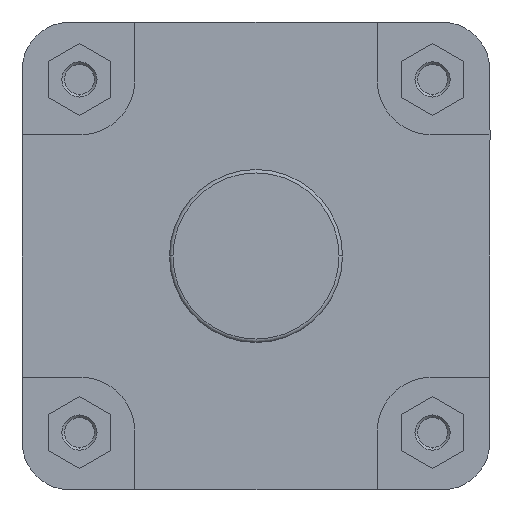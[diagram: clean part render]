
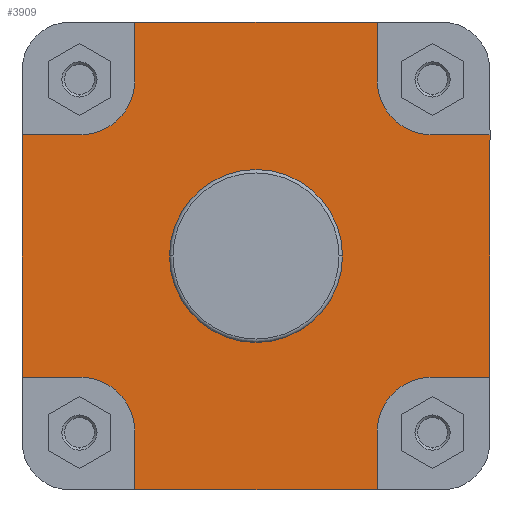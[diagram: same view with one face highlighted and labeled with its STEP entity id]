
A CAD part, left-side view. The second image highlights one B-rep face of the part: STEP entity #3909.
In plain terms, the highlighted planar face has unit normal (-1, 0, 0).
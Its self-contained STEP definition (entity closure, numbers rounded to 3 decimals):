
#253 = EDGE_CURVE ( 'NONE', #6618, #6659, #2197, .T. ) ;
#270 = EDGE_CURVE ( 'NONE', #6614, #6668, #2226, .T. ) ;
#271 = EDGE_CURVE ( 'NONE', #6589, #6651, #2228, .T. ) ;
#273 = EDGE_CURVE ( 'NONE', #6522, #6614, #2220, .T. ) ;
#310 = EDGE_CURVE ( 'NONE', #6510, #6671, #2294, .T. ) ;
#320 = EDGE_CURVE ( 'NONE', #6659, #6510, #2308, .T. ) ;
#322 = EDGE_CURVE ( 'NONE', #6628, #6618, #2317, .T. ) ;
#323 = EDGE_CURVE ( 'NONE', #6522, #6584, #2319, .T. ) ;
#334 = EDGE_CURVE ( 'NONE', #6628, #6513, #2337, .T. ) ;
#341 = EDGE_CURVE ( 'NONE', #6651, #6589, #2352, .T. ) ;
#351 = EDGE_CURVE ( 'NONE', #6679, #6512, #2362, .T. ) ;
#353 = EDGE_CURVE ( 'NONE', #6512, #6663, #2368, .T. ) ;
#355 = EDGE_CURVE ( 'NONE', #6626, #6584, #2372, .T. ) ;
#379 = EDGE_CURVE ( 'NONE', #6671, #6579, #2413, .T. ) ;
#383 = EDGE_CURVE ( 'NONE', #6579, #6558, #2422, .T. ) ;
#390 = EDGE_CURVE ( 'NONE', #6558, #6679, #2427, .T. ) ;
#403 = EDGE_CURVE ( 'NONE', #6668, #6513, #2441, .T. ) ;
#409 = EDGE_CURVE ( 'NONE', #6663, #6626, #2458, .T. ) ;
#704 = AXIS2_PLACEMENT_3D ( 'NONE', #3062, #3063, #3064 ) ;
#705 = AXIS2_PLACEMENT_3D ( 'NONE', #3102, #3103, #3104 ) ;
#708 = AXIS2_PLACEMENT_3D ( 'NONE', #3099, #3100, #3101 ) ;
#721 = AXIS2_PLACEMENT_3D ( 'NONE', #3248, #3258, #3259 ) ;
#738 = AXIS2_PLACEMENT_3D ( 'NONE', #3342, #3357, #3358 ) ;
#754 = AXIS2_PLACEMENT_3D ( 'NONE', #3420, #3422, #3423 ) ;
#900 = AXIS2_PLACEMENT_3D ( 'NONE', #5253, #5255, #5256 ) ;
#1656 = EDGE_LOOP ( 'NONE', ( #2679, #2703 ) ) ;
#1660 = EDGE_LOOP ( 'NONE', ( #2655, #2656, #2652, #2666, #2691, #2683, #2684, #2657, #2692, #2693, #2712, #2704, #2685, #2664, #2665, #2674 ) ) ;
#2197 = CIRCLE ( 'NONE', #704, 31. ) ;
#2220 = LINE ( 'NONE', #3105, #2229 ) ;
#2226 = CIRCLE ( 'NONE', #708, 31. ) ;
#2228 = CIRCLE ( 'NONE', #705, 49.9 ) ;
#2229 = VECTOR ( 'NONE', #3109, 1000. ) ;
#2294 = LINE ( 'NONE', #3191, #2295 ) ;
#2295 = VECTOR ( 'NONE', #3192, 1000. ) ;
#2308 = LINE ( 'NONE', #3210, #2313 ) ;
#2313 = VECTOR ( 'NONE', #3213, 1000. ) ;
#2317 = LINE ( 'NONE', #3216, #2318 ) ;
#2318 = VECTOR ( 'NONE', #3217, 1000. ) ;
#2319 = LINE ( 'NONE', #3218, #2320 ) ;
#2320 = VECTOR ( 'NONE', #3219, 1000. ) ;
#2337 = LINE ( 'NONE', #3244, #2338 ) ;
#2338 = VECTOR ( 'NONE', #3245, 1000. ) ;
#2352 = CIRCLE ( 'NONE', #721, 49.9 ) ;
#2358 = VECTOR ( 'NONE', #3284, 1000. ) ;
#2362 = LINE ( 'NONE', #3283, #2358 ) ;
#2366 = VECTOR ( 'NONE', #3288, 1000. ) ;
#2368 = LINE ( 'NONE', #3280, #2366 ) ;
#2372 = LINE ( 'NONE', #3291, #2373 ) ;
#2373 = VECTOR ( 'NONE', #3292, 1000. ) ;
#2413 = LINE ( 'NONE', #3348, #2414 ) ;
#2414 = VECTOR ( 'NONE', #3349, 1000. ) ;
#2422 = CIRCLE ( 'NONE', #738, 31. ) ;
#2427 = LINE ( 'NONE', #3375, #2428 ) ;
#2428 = VECTOR ( 'NONE', #3376, 1000. ) ;
#2441 = LINE ( 'NONE', #3409, #2446 ) ;
#2446 = VECTOR ( 'NONE', #3410, 1000. ) ;
#2458 = CIRCLE ( 'NONE', #754, 31. ) ;
#2652 = ORIENTED_EDGE ( 'NONE', *, *, #334, .T. ) ;
#2655 = ORIENTED_EDGE ( 'NONE', *, *, #253, .F. ) ;
#2656 = ORIENTED_EDGE ( 'NONE', *, *, #322, .F. ) ;
#2657 = ORIENTED_EDGE ( 'NONE', *, *, #355, .F. ) ;
#2664 = ORIENTED_EDGE ( 'NONE', *, *, #379, .F. ) ;
#2665 = ORIENTED_EDGE ( 'NONE', *, *, #310, .F. ) ;
#2666 = ORIENTED_EDGE ( 'NONE', *, *, #403, .F. ) ;
#2674 = ORIENTED_EDGE ( 'NONE', *, *, #320, .F. ) ;
#2679 = ORIENTED_EDGE ( 'NONE', *, *, #341, .F. ) ;
#2683 = ORIENTED_EDGE ( 'NONE', *, *, #273, .F. ) ;
#2684 = ORIENTED_EDGE ( 'NONE', *, *, #323, .T. ) ;
#2685 = ORIENTED_EDGE ( 'NONE', *, *, #383, .F. ) ;
#2691 = ORIENTED_EDGE ( 'NONE', *, *, #270, .F. ) ;
#2692 = ORIENTED_EDGE ( 'NONE', *, *, #409, .F. ) ;
#2693 = ORIENTED_EDGE ( 'NONE', *, *, #353, .F. ) ;
#2703 = ORIENTED_EDGE ( 'NONE', *, *, #271, .F. ) ;
#2704 = ORIENTED_EDGE ( 'NONE', *, *, #390, .F. ) ;
#2712 = ORIENTED_EDGE ( 'NONE', *, *, #351, .F. ) ;
#3062 = CARTESIAN_POINT ( 'NONE',  ( 14., 101., -101. ) ) ;
#3063 = DIRECTION ( 'NONE',  ( -1., 0., 0. ) ) ;
#3064 = DIRECTION ( 'NONE',  ( 0., 1., 0. ) ) ;
#3099 = CARTESIAN_POINT ( 'NONE',  ( 14., -101., -101. ) ) ;
#3100 = DIRECTION ( 'NONE',  ( -1., 0., 0. ) ) ;
#3101 = DIRECTION ( 'NONE',  ( 0., 0., -1. ) ) ;
#3102 = CARTESIAN_POINT ( 'NONE',  ( 14., 0., 0. ) ) ;
#3103 = DIRECTION ( 'NONE',  ( -1., 0., 0. ) ) ;
#3104 = DIRECTION ( 'NONE',  ( 0., -1., 0. ) ) ;
#3105 = CARTESIAN_POINT ( 'NONE',  ( 14., -135., -70. ) ) ;
#3109 = DIRECTION ( 'NONE',  ( 0., 1., 0. ) ) ;
#3191 = CARTESIAN_POINT ( 'NONE',  ( 14., 135., 0. ) ) ;
#3192 = DIRECTION ( 'NONE',  ( 0., 0., 1. ) ) ;
#3210 = CARTESIAN_POINT ( 'NONE',  ( 14., 101., -70. ) ) ;
#3213 = DIRECTION ( 'NONE',  ( 0., 1., 0. ) ) ;
#3216 = CARTESIAN_POINT ( 'NONE',  ( 14., 70., -135. ) ) ;
#3217 = DIRECTION ( 'NONE',  ( 0., 0., 1. ) ) ;
#3218 = CARTESIAN_POINT ( 'NONE',  ( 14., -135., 0. ) ) ;
#3219 = DIRECTION ( 'NONE',  ( 0., 0., 1. ) ) ;
#3244 = CARTESIAN_POINT ( 'NONE',  ( 14., -297.141, -135. ) ) ;
#3245 = DIRECTION ( 'NONE',  ( 0., -1., 0. ) ) ;
#3248 = CARTESIAN_POINT ( 'NONE',  ( 14., 0., 0. ) ) ;
#3258 = DIRECTION ( 'NONE',  ( -1., 0., 0. ) ) ;
#3259 = DIRECTION ( 'NONE',  ( 0., -1., 0. ) ) ;
#3280 = CARTESIAN_POINT ( 'NONE',  ( 14., -70., 135. ) ) ;
#3283 = CARTESIAN_POINT ( 'NONE',  ( 14., -297.141, 135. ) ) ;
#3284 = DIRECTION ( 'NONE',  ( 0., -1., 0. ) ) ;
#3288 = DIRECTION ( 'NONE',  ( 0., 0., -1. ) ) ;
#3291 = CARTESIAN_POINT ( 'NONE',  ( 14., -101., 70. ) ) ;
#3292 = DIRECTION ( 'NONE',  ( 0., -1., 0. ) ) ;
#3342 = CARTESIAN_POINT ( 'NONE',  ( 14., 101., 101. ) ) ;
#3348 = CARTESIAN_POINT ( 'NONE',  ( 14., 135., 70. ) ) ;
#3349 = DIRECTION ( 'NONE',  ( 0., -1., 0. ) ) ;
#3357 = DIRECTION ( 'NONE',  ( -1., 0., 0. ) ) ;
#3358 = DIRECTION ( 'NONE',  ( 0., 0., 1. ) ) ;
#3375 = CARTESIAN_POINT ( 'NONE',  ( 14., 70., 101. ) ) ;
#3376 = DIRECTION ( 'NONE',  ( 0., 0., 1. ) ) ;
#3409 = CARTESIAN_POINT ( 'NONE',  ( 14., -70., -101. ) ) ;
#3410 = DIRECTION ( 'NONE',  ( 0., 0., -1. ) ) ;
#3420 = CARTESIAN_POINT ( 'NONE',  ( 14., -101., 101. ) ) ;
#3422 = DIRECTION ( 'NONE',  ( -1., 0., 0. ) ) ;
#3423 = DIRECTION ( 'NONE',  ( 0., -1., 0. ) ) ;
#3909 = ADVANCED_FACE ( 'NONE', ( #4503, #4506 ), #5254, .F. ) ;
#4503 = FACE_BOUND ( 'NONE', #1656, .T. ) ;
#4506 = FACE_OUTER_BOUND ( 'NONE', #1660, .T. ) ;
#5253 = CARTESIAN_POINT ( 'NONE',  ( 14., 49.9, 0. ) ) ;
#5254 = PLANE ( 'NONE',  #900 ) ;
#5255 = DIRECTION ( 'NONE',  ( 1., 0., 0. ) ) ;
#5256 = DIRECTION ( 'NONE',  ( 0., 1., 0. ) ) ;
#6043 = CARTESIAN_POINT ( 'NONE',  ( 14., 135., -70. ) ) ;
#6045 = CARTESIAN_POINT ( 'NONE',  ( 14., -70., 135. ) ) ;
#6046 = CARTESIAN_POINT ( 'NONE',  ( 14., -70., -135. ) ) ;
#6055 = CARTESIAN_POINT ( 'NONE',  ( 14., -135., -70. ) ) ;
#6091 = CARTESIAN_POINT ( 'NONE',  ( 14., 70., 101. ) ) ;
#6112 = CARTESIAN_POINT ( 'NONE',  ( 14., 101., 70. ) ) ;
#6117 = CARTESIAN_POINT ( 'NONE',  ( 14., -135., 70. ) ) ;
#6122 = CARTESIAN_POINT ( 'NONE',  ( 14., 49.9, 0. ) ) ;
#6147 = CARTESIAN_POINT ( 'NONE',  ( 14., -101., -70. ) ) ;
#6151 = CARTESIAN_POINT ( 'NONE',  ( 14., 70., -101. ) ) ;
#6159 = CARTESIAN_POINT ( 'NONE',  ( 14., -101., 70. ) ) ;
#6161 = CARTESIAN_POINT ( 'NONE',  ( 14., 70., -135. ) ) ;
#6184 = CARTESIAN_POINT ( 'NONE',  ( 14., -49.9, 0. ) ) ;
#6192 = CARTESIAN_POINT ( 'NONE',  ( 14., 101., -70. ) ) ;
#6196 = CARTESIAN_POINT ( 'NONE',  ( 14., -70., 101. ) ) ;
#6201 = CARTESIAN_POINT ( 'NONE',  ( 14., -70., -101. ) ) ;
#6204 = CARTESIAN_POINT ( 'NONE',  ( 14., 135., 70. ) ) ;
#6212 = CARTESIAN_POINT ( 'NONE',  ( 14., 70., 135. ) ) ;
#6510 = VERTEX_POINT ( 'NONE', #6043 ) ;
#6512 = VERTEX_POINT ( 'NONE', #6045 ) ;
#6513 = VERTEX_POINT ( 'NONE', #6046 ) ;
#6522 = VERTEX_POINT ( 'NONE', #6055 ) ;
#6558 = VERTEX_POINT ( 'NONE', #6091 ) ;
#6579 = VERTEX_POINT ( 'NONE', #6112 ) ;
#6584 = VERTEX_POINT ( 'NONE', #6117 ) ;
#6589 = VERTEX_POINT ( 'NONE', #6122 ) ;
#6614 = VERTEX_POINT ( 'NONE', #6147 ) ;
#6618 = VERTEX_POINT ( 'NONE', #6151 ) ;
#6626 = VERTEX_POINT ( 'NONE', #6159 ) ;
#6628 = VERTEX_POINT ( 'NONE', #6161 ) ;
#6651 = VERTEX_POINT ( 'NONE', #6184 ) ;
#6659 = VERTEX_POINT ( 'NONE', #6192 ) ;
#6663 = VERTEX_POINT ( 'NONE', #6196 ) ;
#6668 = VERTEX_POINT ( 'NONE', #6201 ) ;
#6671 = VERTEX_POINT ( 'NONE', #6204 ) ;
#6679 = VERTEX_POINT ( 'NONE', #6212 ) ;
